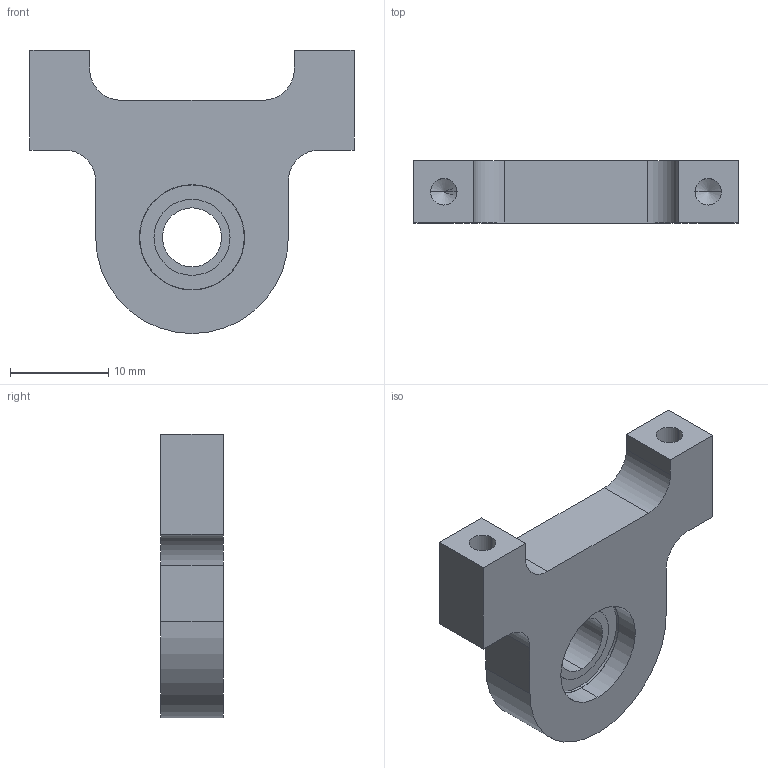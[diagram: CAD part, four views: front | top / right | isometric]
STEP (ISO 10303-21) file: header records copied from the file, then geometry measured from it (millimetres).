
FILE_DESCRIPTION (( 'STEP AP203' ), '1' );
FILE_NAME ('535102 assembly.STEP', '2014-07-08T18:55:04', ( 'Kyle' ), ( 'Microsoft' ), 'SwSTEP 2.0', 'SolidWorks 2014', '' );
FILE_SCHEMA (( 'CONFIG_CONTROL_DESIGN' ));
Length unit declared in the file: inch
Products named in the file (3): 535102; 535102 assembly; 6mm x 12mm non flanged bearing
Assembly tree (2 placements, depth 2):
  535102 assembly
    535102
    6mm x 12mm non flanged bearing
Bounding box: 33.02 x 6.35 x 28.86 mm (x, y, z)
Volume: 3132.3 mm3; surface area: 2497 mm2
Topology: 2 solids, 2 shells, 50 faces, 119 edges, 76 vertices
Faces by surface type: cylinder 26, plane 20, cone 4
Entity records: 1754 total; most frequent: DIRECTION 277, CARTESIAN_POINT 246, ORIENTED_EDGE 230, EDGE_CURVE 115, AXIS2_PLACEMENT_3D 107, VERTEX_POINT 76, VECTOR 63, LINE 63
